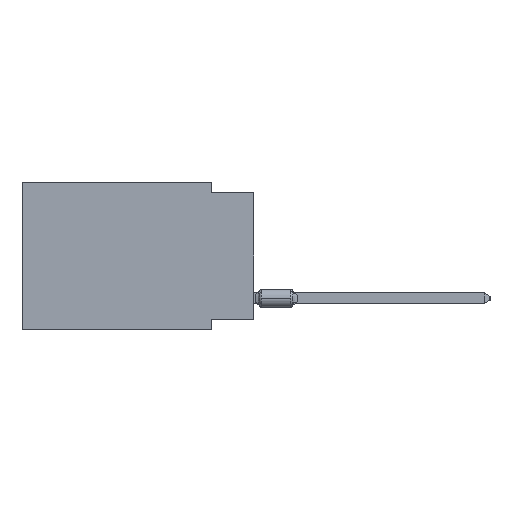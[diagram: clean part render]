
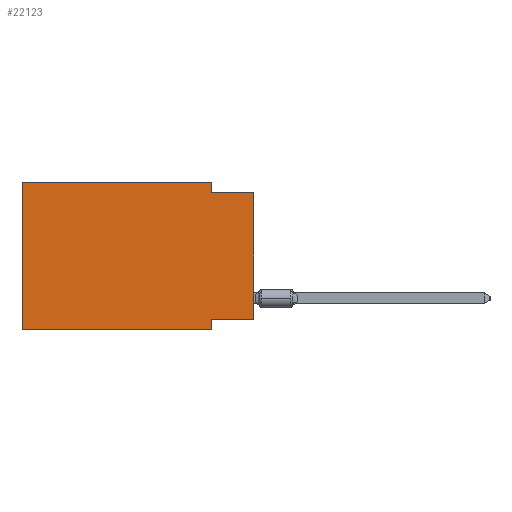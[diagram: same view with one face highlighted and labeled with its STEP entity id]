
A CAD part, left-side view. The second image highlights one B-rep face of the part: STEP entity #22123.
In plain terms, the highlighted planar face has unit normal (-1, 0, 0).
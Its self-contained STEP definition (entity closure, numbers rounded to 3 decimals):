
#2111 = DIRECTION ( 'NONE',  ( 0., 0., 1. ) ) ;
#2635 = ORIENTED_EDGE ( 'NONE', *, *, #99976, .F. ) ;
#4933 = LINE ( 'NONE', #32304, #89664 ) ;
#9547 = VERTEX_POINT ( 'NONE', #100953 ) ;
#9585 = CARTESIAN_POINT ( 'NONE',  ( 0., 0., -8.255 ) ) ;
#15498 = LINE ( 'NONE', #17279, #36065 ) ;
#16346 = VERTEX_POINT ( 'NONE', #45442 ) ;
#16686 = DIRECTION ( 'NONE',  ( 0., 0., -1. ) ) ;
#16861 = EDGE_CURVE ( 'NONE', #16346, #73547, #58352, .T. ) ;
#16903 = CARTESIAN_POINT ( 'NONE',  ( 0., 0., 0. ) ) ;
#17279 = CARTESIAN_POINT ( 'NONE',  ( 0., 2.54, -8.89 ) ) ;
#19769 = ORIENTED_EDGE ( 'NONE', *, *, #43224, .T. ) ;
#21014 = CARTESIAN_POINT ( 'NONE',  ( 0., 2.54, -8.89 ) ) ;
#22123 = ADVANCED_FACE ( 'NONE', ( #81620 ), #63774, .F. ) ;
#24500 = DIRECTION ( 'NONE',  ( 0., 0., -1. ) ) ;
#25413 = ORIENTED_EDGE ( 'NONE', *, *, #16861, .F. ) ;
#31642 = ORIENTED_EDGE ( 'NONE', *, *, #46821, .T. ) ;
#32304 = CARTESIAN_POINT ( 'NONE',  ( 0., 13.97, -8.89 ) ) ;
#32603 = CARTESIAN_POINT ( 'NONE',  ( 0., 0., -0.635 ) ) ;
#36065 = VECTOR ( 'NONE', #16686, 1000. ) ;
#36948 = DIRECTION ( 'NONE',  ( 0., 1., 0. ) ) ;
#38181 = VECTOR ( 'NONE', #58853, 1000. ) ;
#38716 = CARTESIAN_POINT ( 'NONE',  ( 0., 13.97, 0. ) ) ;
#39224 = VECTOR ( 'NONE', #24500, 1000. ) ;
#42729 = ORIENTED_EDGE ( 'NONE', *, *, #50355, .F. ) ;
#42733 = VECTOR ( 'NONE', #2111, 1000. ) ;
#43224 = EDGE_CURVE ( 'NONE', #71931, #90365, #115768, .T. ) ;
#44224 = EDGE_CURVE ( 'NONE', #71931, #74864, #91139, .T. ) ;
#45442 = CARTESIAN_POINT ( 'NONE',  ( 0., 13.97, 0. ) ) ;
#46821 = EDGE_CURVE ( 'NONE', #9547, #106033, #4933, .T. ) ;
#48163 = VECTOR ( 'NONE', #36948, 1000. ) ;
#50355 = EDGE_CURVE ( 'NONE', #9547, #16346, #65242, .T. ) ;
#50776 = DIRECTION ( 'NONE',  ( 0., -1., 0. ) ) ;
#58352 = LINE ( 'NONE', #38716, #64175 ) ;
#58853 = DIRECTION ( 'NONE',  ( 0., -1., 0. ) ) ;
#58946 = DIRECTION ( 'NONE',  ( 0., -1., 0. ) ) ;
#61001 = EDGE_CURVE ( 'NONE', #74864, #106033, #15498, .T. ) ;
#61637 = CARTESIAN_POINT ( 'NONE',  ( 0., 2.54, -0.635 ) ) ;
#62536 = CARTESIAN_POINT ( 'NONE',  ( 0., 0., -0.635 ) ) ;
#63558 = ORIENTED_EDGE ( 'NONE', *, *, #44224, .F. ) ;
#63774 = PLANE ( 'NONE',  #98244 ) ;
#64175 = VECTOR ( 'NONE', #58946, 1000. ) ;
#65242 = LINE ( 'NONE', #109917, #42733 ) ;
#67646 = VERTEX_POINT ( 'NONE', #61637 ) ;
#70513 = DIRECTION ( 'NONE',  ( 0., 0., 1. ) ) ;
#71931 = VERTEX_POINT ( 'NONE', #105724 ) ;
#73547 = VERTEX_POINT ( 'NONE', #106595 ) ;
#74864 = VERTEX_POINT ( 'NONE', #92256 ) ;
#75565 = LINE ( 'NONE', #32603, #38181 ) ;
#79275 = DIRECTION ( 'NONE',  ( 0., 0., -1. ) ) ;
#81620 = FACE_OUTER_BOUND ( 'NONE', #100585, .T. ) ;
#86187 = EDGE_CURVE ( 'NONE', #67646, #90365, #75565, .T. ) ;
#89664 = VECTOR ( 'NONE', #50776, 1000. ) ;
#90365 = VERTEX_POINT ( 'NONE', #62536 ) ;
#91139 = LINE ( 'NONE', #9585, #48163 ) ;
#92256 = CARTESIAN_POINT ( 'NONE',  ( 0., 2.54, -8.255 ) ) ;
#96586 = LINE ( 'NONE', #106110, #39224 ) ;
#98244 = AXIS2_PLACEMENT_3D ( 'NONE', #116775, #100096, #79275 ) ;
#99976 = EDGE_CURVE ( 'NONE', #73547, #67646, #96586, .T. ) ;
#100096 = DIRECTION ( 'NONE',  ( 1., 0., 0. ) ) ;
#100585 = EDGE_LOOP ( 'NONE', ( #19769, #111809, #2635, #25413, #42729, #31642, #107669, #63558 ) ) ;
#100953 = CARTESIAN_POINT ( 'NONE',  ( 0., 13.97, -8.89 ) ) ;
#103432 = VECTOR ( 'NONE', #70513, 1000. ) ;
#105724 = CARTESIAN_POINT ( 'NONE',  ( 0., 0., -8.255 ) ) ;
#106033 = VERTEX_POINT ( 'NONE', #21014 ) ;
#106110 = CARTESIAN_POINT ( 'NONE',  ( 0., 2.54, 0. ) ) ;
#106595 = CARTESIAN_POINT ( 'NONE',  ( 0., 2.54, 0. ) ) ;
#107669 = ORIENTED_EDGE ( 'NONE', *, *, #61001, .F. ) ;
#109917 = CARTESIAN_POINT ( 'NONE',  ( 0., 13.97, 0. ) ) ;
#111809 = ORIENTED_EDGE ( 'NONE', *, *, #86187, .F. ) ;
#115768 = LINE ( 'NONE', #16903, #103432 ) ;
#116775 = CARTESIAN_POINT ( 'NONE',  ( 0., 13.97, 0. ) ) ;
